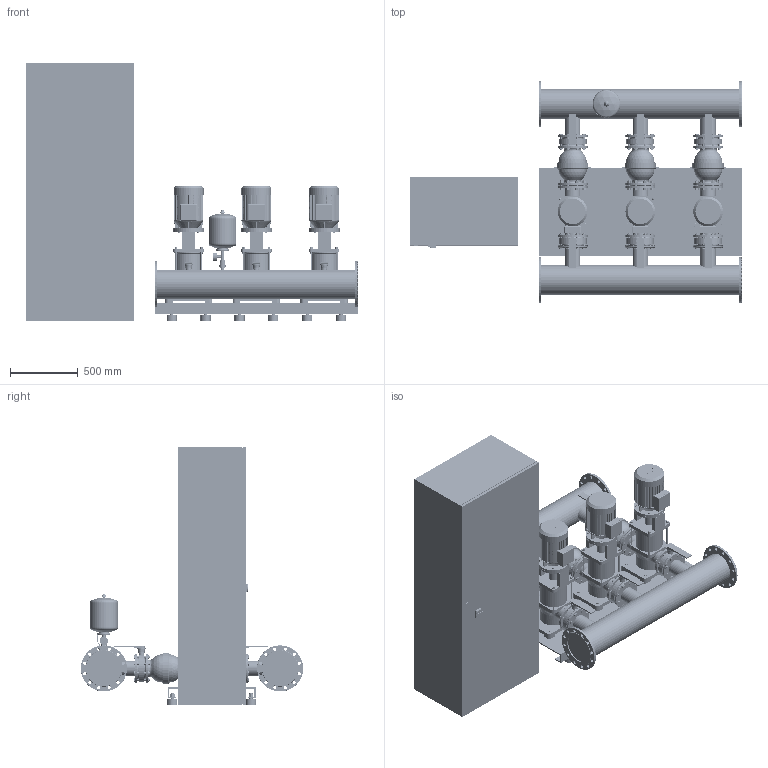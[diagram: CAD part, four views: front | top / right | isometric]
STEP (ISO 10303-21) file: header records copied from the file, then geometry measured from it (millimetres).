
FILE_DESCRIPTION((''),'2;1');
FILE_NAME('3d_COR-3MVI7001-2523258.stp','2011-08-26T14:44:08',(''),(''),'Mechanical Desktop 2009','Mechanical Desktop 2009',', , ');
FILE_SCHEMA(('CONFIG_CONTROL_DESIGN'));
Length unit declared in the file: millimetre
Products named in the file (1): Product
Bounding box: 2450 x 1639.55 x 1900 mm (x, y, z)
Volume: 1066859814 mm3; surface area: 21671504.7 mm2
Topology: 187 solids, 187 shells, 5351 faces, 12809 edges, 8306 vertices
Faces by surface type: plane 2662, cylinder 1493, bspline 728, cone 328, torus 102, sphere 38
Full cylindrical faces by diameter (mm): 114.3 x6, 205 x6
Entity records: 167987 total; most frequent: CARTESIAN_POINT 41468, DIRECTION 26500, ORIENTED_EDGE 25546, EDGE_CURVE 12773, AXIS2_PLACEMENT_3D 9294, VERTEX_POINT 8297, VECTOR 7912, LINE 7912
